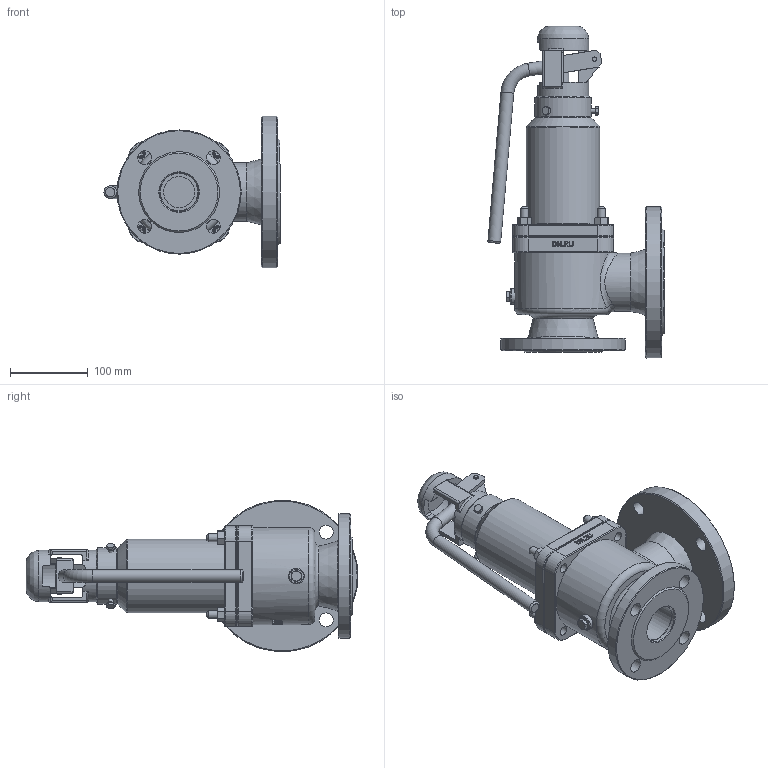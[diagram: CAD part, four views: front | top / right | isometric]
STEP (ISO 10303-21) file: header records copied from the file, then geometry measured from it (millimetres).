
FILE_DESCRIPTION(/* description */ (''),/* implementation_level */ '2;1');
FILE_NAME(/* name */ 'DN50_3D_STEP.stp',/* time_stamp */ '2025-10-22T01:09:41+03:00',/* author */ ('igorr'),/* organization */ (''),/* preprocessor_version */ 'ST-DEVELOPER v20',/* originating_system */ 'Autodesk Inventor 2025',/* authorisation */ '');
FILE_SCHEMA (('AUTOMOTIVE_DESIGN { 1 0 10303 214 3 1 1 }'));
Length unit declared in the file: millimetre
Products named in the file (11): Сборка1; Деталь1; Деталь2; Деталь3; Деталь4; Деталь5; ANSI B18.2.4.2M - M10x1,5; BS 4168 - M10 x 30; AS 1110 - M5 x 10; AS 1110 - M8 x 12; AS 1110 - M6 x 20
Assembly tree (20 placements, depth 2):
  Сборка1
    Деталь1
    Деталь2
    Деталь3
    Деталь4
    Деталь5
    ANSI B18.2.4.2M - M10x1,5  x4
    BS 4168 - M10 x 30  x4
    AS 1110 - M5 x 10  x3
    AS 1110 - M8 x 12
    AS 1110 - M6 x 20  x3
Bounding box: 226.78 x 427.5 x 195.01 mm (x, y, z)
Volume: 2608806.2 mm3; surface area: 528338.4 mm2
Topology: 21 solids, 22 shells, 734 faces, 1712 edges, 1064 vertices
Faces by surface type: plane 371, cylinder 140, cone 134, bspline 54, torus 35
Full cylindrical faces by diameter (mm): 4.015 x1, 5 x3, 5.5 x5, 6 x3, 7.7 x1, 8 x4, 8.376 x4, 10 x8, 11 x2, 12 x8, 13 x1, 15 x1, 16.5 x2, 18 x8, 20 x1, 22 x1, 40 x2, 48.327 x2, 49.5 x1, 50 x3, 60 x4, 65 x1, 66 x3, 71.5 x1, 72.6 x1, 75 x1, 80 x2, 95 x1, 112 x1, 160 x1
Entity records: 19531 total; most frequent: CARTESIAN_POINT 6865, ORIENTED_EDGE 2478, DIRECTION 2438, EDGE_CURVE 1239, AXIS2_PLACEMENT_3D 931, VERTEX_POINT 791, EDGE_LOOP 610, LINE 576
